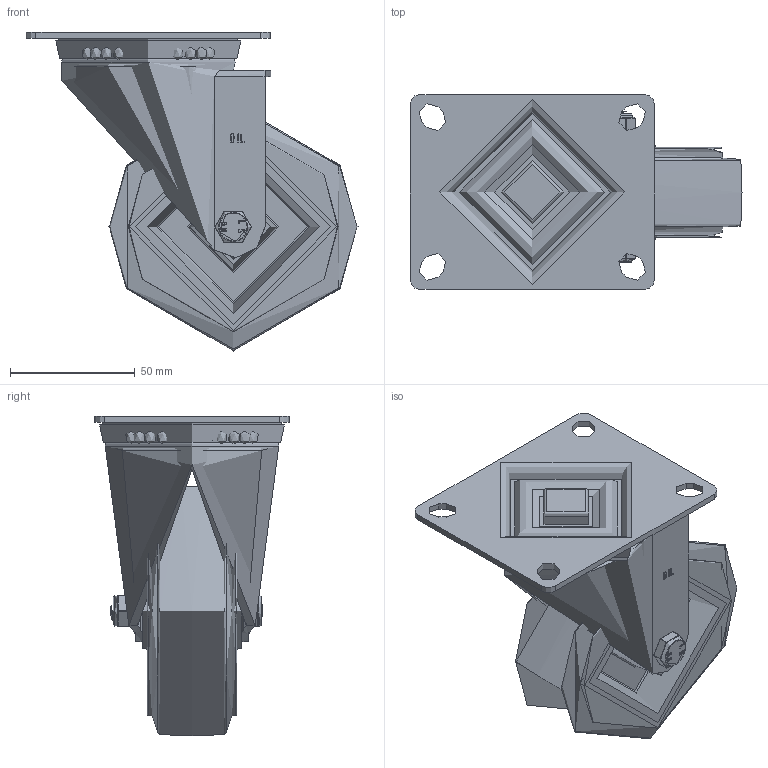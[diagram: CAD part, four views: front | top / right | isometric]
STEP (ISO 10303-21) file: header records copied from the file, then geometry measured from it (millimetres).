
FILE_DESCRIPTION(/* description */ (''),/* implementation_level */ '2;1');
FILE_NAME(/* name */ 'BZGMM100RNB.step',/* time_stamp */ '2024-07-03T15:24:03+01:00',/* author */ (''),/* organization */ (''),/* preprocessor_version */ 'ST-DEVELOPER v20',/* originating_system */ 'Autodesk Translation Framework v13.14.0.145',/* authorisation */ '');
FILE_SCHEMA (('AUTOMOTIVE_DESIGN { 1 0 10303 214 3 1 1 }'));
Length unit declared in the file: millimetre
Products named in the file (23): BZGMM100RNB; BZGMM100AS - 2 v1; ZINC PLATED, PRESSED STEEL TOP PLATE; ZINC PLATED, PRESSED STEEL TOP PLATE Geometry; Pattern; Component2; ZINC PLATED, PRESSED STEEL FORKS; BEARING SEAL; BZMM100WRNRB v1; 75 SHORE A ELASTIC RUBBER TYRE; NYLON RIM; ROLLER BEARING; CAGE; ribs; Component2 (1); TUBEM12X40 v1; ZINC PLATED STEEL TUBE; HEXBOLTM8X55Z8.8 v2; GRADE 8.8 ZINC PLATED BOLT; NYLOCM8Z v1; NYLOC NUT; NUT; RUBBER
Assembly tree (56 placements, depth 5):
  BZGMM100RNB
    BZGMM100AS - 2 v1
      ZINC PLATED, PRESSED STEEL TOP PLATE
        ZINC PLATED, PRESSED STEEL TOP PLATE Geometry
        Pattern
          Component2  x28
      ZINC PLATED, PRESSED STEEL FORKS
      BEARING SEAL
    BZMM100WRNRB v1
      75 SHORE A ELASTIC RUBBER TYRE
      NYLON RIM
      ROLLER BEARING
        CAGE
        ribs
          Component2 (1)  x8
    TUBEM12X40 v1
      ZINC PLATED STEEL TUBE
    HEXBOLTM8X55Z8.8 v2
      GRADE 8.8 ZINC PLATED BOLT
    NYLOCM8Z v1
      NYLOC NUT
        NUT
        RUBBER
Bounding box: 133 x 78 x 128 mm (x, y, z)
Volume: 280327.6 mm3; surface area: 119308.1 mm2
Topology: 46 solids, 46 shells, 483 faces, 1172 edges, 733 vertices
Faces by surface type: plane 191, cylinder 163, sphere 52, bspline 39, torus 26, cone 12
Full cylindrical faces by diameter (mm): 0.664 x2, 3.75 x8, 6.446 x7, 7.866 x13, 8 x3, 8.2 x2, 8.4 x1, 8.6 x2, 11.5 x1, 11.9 x1, 12.1 x1, 12.5 x1, 19.5 x1, 20 x1, 25 x2, 26 x2, 30 x2, 47 x1, 64.5 x1, 69.5 x1, 78 x2, 84 x2
Entity records: 19549 total; most frequent: CARTESIAN_POINT 8571, DIRECTION 2191, ORIENTED_EDGE 2124, EDGE_CURVE 1062, AXIS2_PLACEMENT_3D 836, VERTEX_POINT 665, LINE 519, VECTOR 519
